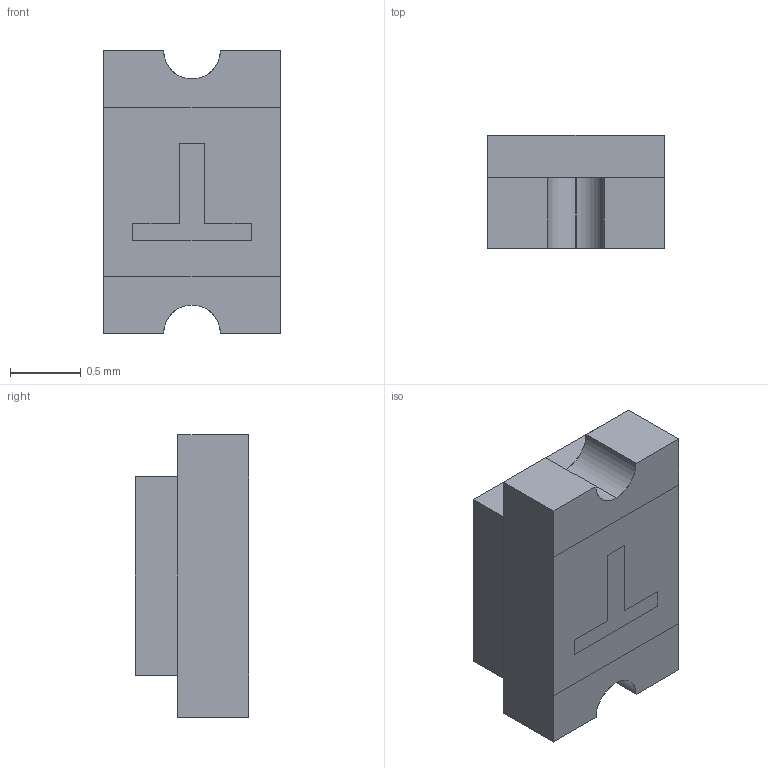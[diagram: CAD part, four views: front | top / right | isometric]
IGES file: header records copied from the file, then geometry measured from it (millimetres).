
Start section: SolidWorks IGES file using analytic representation for surfaces
Global section: file name: LSM0805.IGS; native system: SolidWorks 2018; preprocessor: SolidWorks 2018; author: tstoltenburg; date: 190110.112411; units: inch
Bounding box: 1.25 x 0.8 x 2 mm (x, y, z)
Surface area: 13.3 mm2 (no closed solid volume)
Topology: 0 solids, 0 shells, 20 faces, 132 edges, 132 vertices
Faces by surface type: bspline 17, revolution 3
